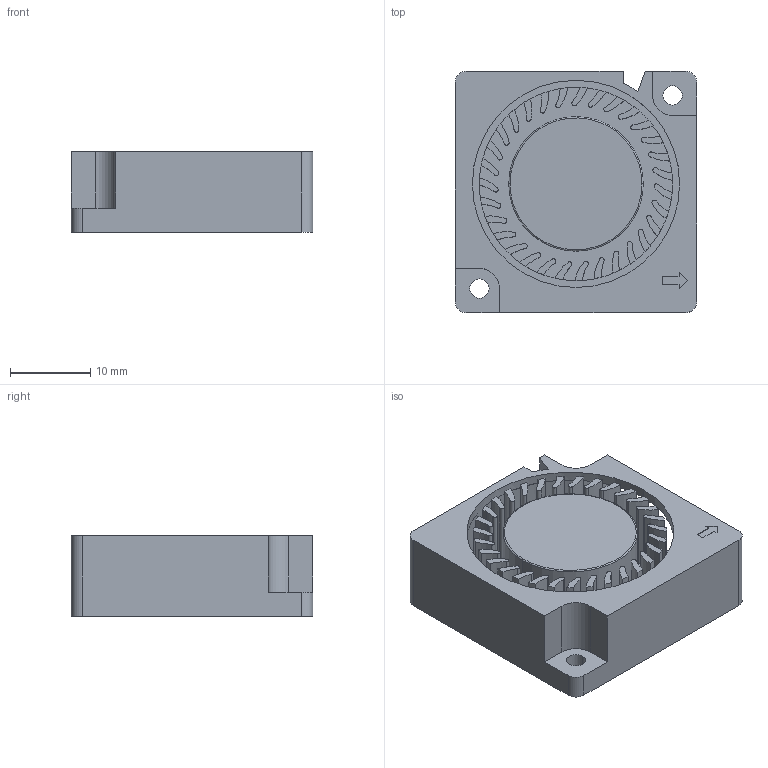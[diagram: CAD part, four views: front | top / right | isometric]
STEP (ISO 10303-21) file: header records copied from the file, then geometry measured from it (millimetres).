
FILE_DESCRIPTION (( 'STEP AP203' ), '1' );
FILE_NAME ('impeller_3010.STEP', '2022-02-13T11:22:57', ( '' ), ( '' ), 'SwSTEP 2.0', 'SolidWorks 2020', '' );
FILE_SCHEMA (( 'CONFIG_CONTROL_DESIGN' ));
Length unit declared in the file: millimetre
Products named in the file (1): impeller_3010
Bounding box: 30 x 30 x 10 mm (x, y, z)
Volume: 4911.7 mm3; surface area: 6483.6 mm2
Topology: 1 solids, 5 shells, 222 faces, 619 edges, 412 vertices
Faces by surface type: cylinder 141, plane 79, bspline 2
Entity records: 7416 total; most frequent: DIRECTION 1403, CARTESIAN_POINT 1296, ORIENTED_EDGE 1238, EDGE_CURVE 619, AXIS2_PLACEMENT_3D 567, VERTEX_POINT 412, CIRCLE 346, LINE 269
